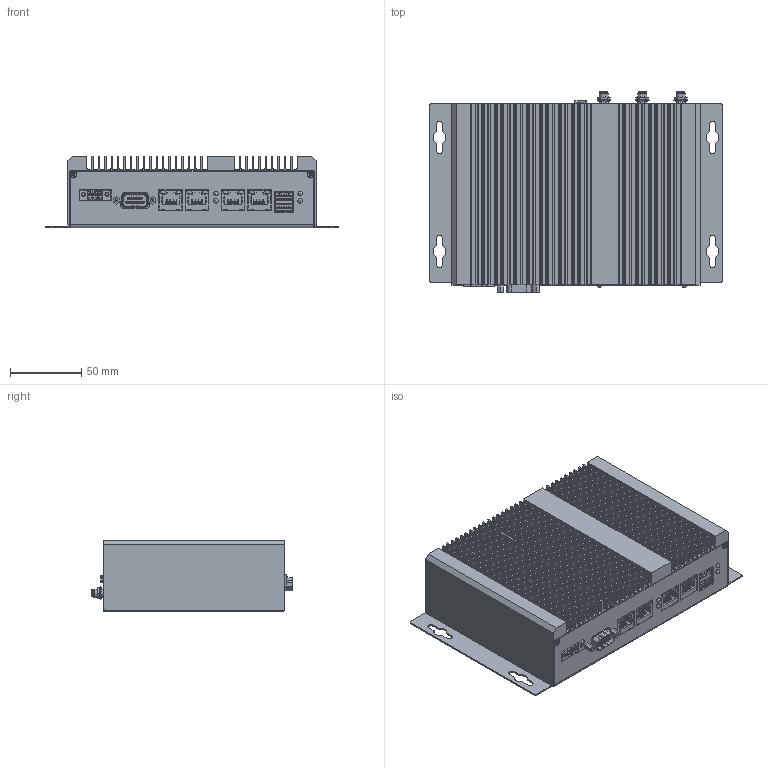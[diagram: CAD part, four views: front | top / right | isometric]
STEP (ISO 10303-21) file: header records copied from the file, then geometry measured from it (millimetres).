
FILE_DESCRIPTION(/* description */ (''),/* implementation_level */ '2;1');
FILE_NAME(/* name */ 'COMPACT OEM S81.stp',/* time_stamp */ '2019-02-28T11:24:07+01:00',/* author */ ('AM'),/* organization */ (''),/* preprocessor_version */ 'ST-DEVELOPER v17.2',/* originating_system */ 'Autodesk Inventor 2019',/* authorisation */ '');
FILE_SCHEMA (('AUTOMOTIVE_DESIGN { 1 0 10303 214 3 1 1 }'));
Products named in the file (1): COMPACT OEM S81_Shrinkwrap_1
Bounding box: 205.5 x 140.68 x 50 mm (x, y, z)
Volume: 260635.8 mm3; surface area: 233971.5 mm2
Topology: 10 solids, 10 shells, 6370 faces, 18076 edges, 11861 vertices
Faces by surface type: plane 4665, cylinder 1282, cone 261, bspline 68, sphere 49, torus 45
Full cylindrical faces by diameter (mm): 0.5 x3, 0.625 x3, 0.985 x3, 1.02 x8, 1.05 x9, 1.2 x1, 1.265 x3, 1.275 x9, 2.156 x2, 2.283 x2, 2.325 x3, 2.7 x2, 2.845 x2, 3 x4, 3.1 x4, 3.242 x4, 3.4 x3, 3.5 x2, 3.8 x6, 4.1 x3, 4.4 x4, 4.64 x3, 5.35 x3, 5.4 x6, 5.5 x4, 6 x4, 8.2 x3, 9.5 x3, 11 x3
Entity records: 222545 total; most frequent: CARTESIAN_POINT 48694, ORIENTED_EDGE 36100, DIRECTION 33422, EDGE_CURVE 18050, LINE 13566, VECTOR 13566, VERTEX_POINT 11861, AXIS2_PLACEMENT_3D 9928
